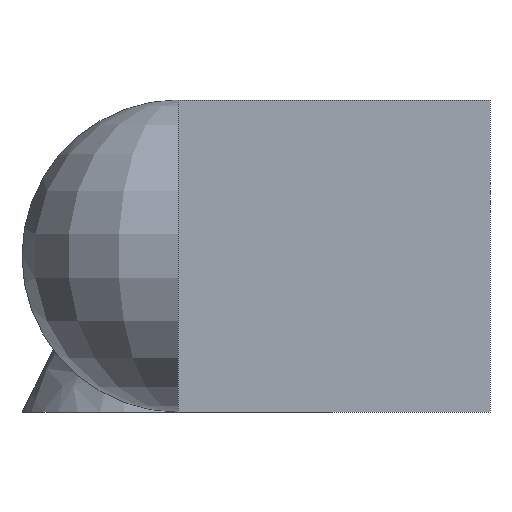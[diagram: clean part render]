
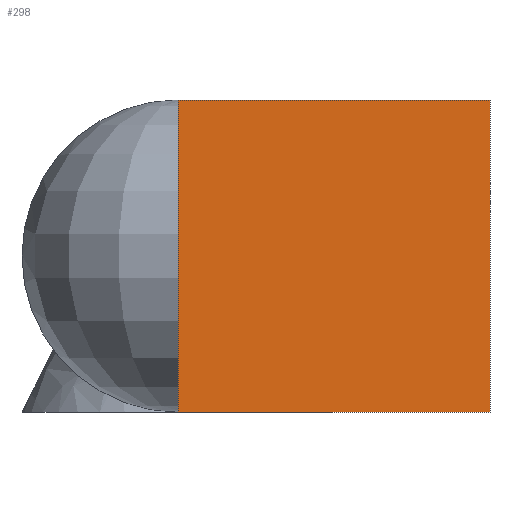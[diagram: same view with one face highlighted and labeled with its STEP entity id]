
A CAD part, front view. The second image highlights one B-rep face of the part: STEP entity #298.
In plain terms, the highlighted planar face has unit normal (0, -1, 0).
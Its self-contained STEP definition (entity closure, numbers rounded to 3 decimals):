
#9=PLANE('',#13);
#10=CARTESIAN_POINT('',(100.,0.,100.));
#11=DIRECTION('',(0.,-1.,0.));
#12=DIRECTION('',(1.,0.,0.));
#13=AXIS2_PLACEMENT_3D('',#10,#12,#11);
#14=LINE('*LN1',#15,#17);
#15=CARTESIAN_POINT('',(100.,0.,0.));
#16=DIRECTION('',(0.,0.,1.));
#17=VECTOR('',#16,1.);
#18=LINE('',#19,#21);
#19=CARTESIAN_POINT('',(0.,100.));
#20=DIRECTION('',(0.,-100.));
#21=VECTOR('',#20,100.);
#22=(GEOMETRIC_REPRESENTATION_CONTEXT(2) PARAMETRIC_REPRESENTATION_CONTEXT() 
  REPRESENTATION_CONTEXT('pcurve representation',
  '2D parameter range of basis surface'));
#23=DEFINITIONAL_REPRESENTATION('',(#18),#22);
#24=PCURVE('',#9,#23);
#25=PLANE('',#29);
#26=CARTESIAN_POINT('',(0.,0.,100.));
#27=DIRECTION('',(-1.,0.,0.));
#28=DIRECTION('',(0.,-1.,0.));
#29=AXIS2_PLACEMENT_3D('',#26,#28,#27);
#30=LINE('',#31,#33);
#31=CARTESIAN_POINT('',(-100.,100.));
#32=DIRECTION('',(0.,-100.));
#33=VECTOR('',#32,100.);
#34=DEFINITIONAL_REPRESENTATION('',(#30),#22);
#35=PCURVE('',#25,#34);
#46=PLANE('',#50);
#47=CARTESIAN_POINT('',(0.,100.,0.));
#48=DIRECTION('',(-1.,0.,0.));
#49=DIRECTION('',(0.,0.,1.));
#50=AXIS2_PLACEMENT_3D('',#47,#49,#48);
#88=PLANE('',#92);
#89=CARTESIAN_POINT('',(0.,100.,100.));
#90=DIRECTION('',(-1.,0.,0.));
#91=DIRECTION('',(0.,0.,1.));
#92=AXIS2_PLACEMENT_3D('',#89,#91,#90);
#100=CARTESIAN_POINT('',(100.,0.,0.));
#101=VERTEX_POINT('',#100);
#102=CARTESIAN_POINT('',(100.,0.,100.));
#103=VERTEX_POINT('',#102);
#104=EDGE_CURVE('',#101,#103,#105,.T.);
#105=SURFACE_CURVE('',#14,(#24,#35),.PCURVE_S1.);
#132=PLANE('',#136);
#133=CARTESIAN_POINT('',(0.,0.,100.));
#134=DIRECTION('',(0.,-1.,0.));
#135=DIRECTION('',(1.,0.,0.));
#136=AXIS2_PLACEMENT_3D('',#133,#135,#134);
#208=LINE('*LN9',#209,#211);
#209=CARTESIAN_POINT('',(0.,0.,100.));
#210=DIRECTION('',(1.,0.,0.));
#211=VECTOR('',#210,1.);
#212=LINE('',#213,#215);
#213=CARTESIAN_POINT('',(0.,100.));
#214=DIRECTION('',(-100.,0.));
#215=VECTOR('',#214,100.);
#216=DEFINITIONAL_REPRESENTATION('',(#212),#22);
#217=PCURVE('',#88,#216);
#218=LINE('',#219,#221);
#219=CARTESIAN_POINT('',(0.,0.));
#220=DIRECTION('',(-100.,0.));
#221=VECTOR('',#220,100.);
#222=DEFINITIONAL_REPRESENTATION('',(#218),#22);
#223=PCURVE('',#25,#222);
#225=CARTESIAN_POINT('',(0.,0.,100.));
#226=VERTEX_POINT('',#225);
#229=EDGE_CURVE('',#226,#103,#230,.T.);
#230=SURFACE_CURVE('',#208,(#217,#223),.PCURVE_S1.);
#237=LINE('*LN10',#238,#240);
#238=CARTESIAN_POINT('',(0.,0.,0.));
#239=DIRECTION('',(0.,0.,1.));
#240=VECTOR('',#239,1.);
#241=LINE('',#242,#244);
#242=CARTESIAN_POINT('',(0.,100.));
#243=DIRECTION('',(0.,-100.));
#244=VECTOR('',#243,100.);
#245=DEFINITIONAL_REPRESENTATION('',(#241),#22);
#246=PCURVE('',#132,#245);
#247=LINE('',#248,#250);
#248=CARTESIAN_POINT('',(0.,100.));
#249=DIRECTION('',(0.,-100.));
#250=VECTOR('',#249,100.);
#251=DEFINITIONAL_REPRESENTATION('',(#247),#22);
#252=PCURVE('',#25,#251);
#270=CARTESIAN_POINT('',(0.,0.,0.));
#271=VERTEX_POINT('',#270);
#272=EDGE_CURVE('',#271,#226,#273,.T.);
#273=SURFACE_CURVE('',#237,(#246,#252),.PCURVE_S1.);
#282=LINE('*LN12',#283,#285);
#283=CARTESIAN_POINT('',(0.,0.,0.));
#284=DIRECTION('',(1.,0.,0.));
#285=VECTOR('',#284,1.);
#286=LINE('',#287,#289);
#287=CARTESIAN_POINT('',(0.,100.));
#288=DIRECTION('',(-100.,0.));
#289=VECTOR('',#288,100.);
#290=DEFINITIONAL_REPRESENTATION('',(#286),#22);
#291=PCURVE('',#25,#290);
#292=LINE('',#293,#295);
#293=CARTESIAN_POINT('',(0.,100.));
#294=DIRECTION('',(-100.,0.));
#295=VECTOR('',#294,100.);
#296=DEFINITIONAL_REPRESENTATION('',(#292),#22);
#297=PCURVE('',#46,#296);
#298=ADVANCED_FACE('*FAC5',(#306),#25,.T.);
#299=EDGE_CURVE('',#271,#101,#300,.T.);
#300=SURFACE_CURVE('',#282,(#291,#297),.PCURVE_S1.);
#301=ORIENTED_EDGE('',*,*,#272,.F.);
#302=ORIENTED_EDGE('',*,*,#299,.T.);
#303=ORIENTED_EDGE('',*,*,#104,.T.);
#304=ORIENTED_EDGE('',*,*,#229,.F.);
#305=EDGE_LOOP('',(#301,#302,#303,#304));
#306=FACE_OUTER_BOUND('',#305,.T.);
